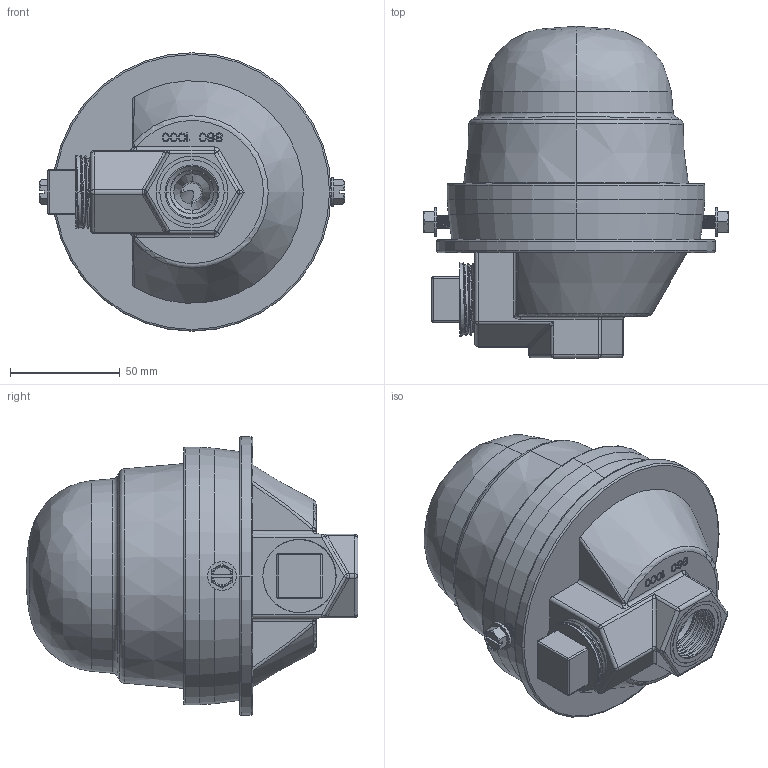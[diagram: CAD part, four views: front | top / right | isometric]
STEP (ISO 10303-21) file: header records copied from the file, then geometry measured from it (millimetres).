
FILE_DESCRIPTION((''),'2;1');
FILE_NAME('0000169399','2013-07-23T',('verdest'),(''),'PRO/ENGINEER BY PARAMETRIC TECHNOLOGY CORPORATION, 2011040','PRO/ENGINEER BY PARAMETRIC TECHNOLOGY CORPORATION, 2011040','');
FILE_SCHEMA(('CONFIG_CONTROL_DESIGN'));
Length unit declared in the file: inch
Products named in the file (1): 0000169399
Bounding box: 139.19 x 151.43 x 127 mm (x, y, z)
Volume: 252030.1 mm3; surface area: 188631.3 mm2
Topology: 2 solids, 8 shells, 1520 faces, 3874 edges, 2414 vertices
Faces by surface type: plane 539, cylinder 361, cone 361, torus 144, bspline 95, sphere 20
Entity records: 54714 total; most frequent: CARTESIAN_POINT 18407, ORIENTED_EDGE 7732, DIRECTION 7481, EDGE_CURVE 3866, AXIS2_PLACEMENT_3D 2805, VERTEX_POINT 2414, VECTOR 1871, LINE 1871
